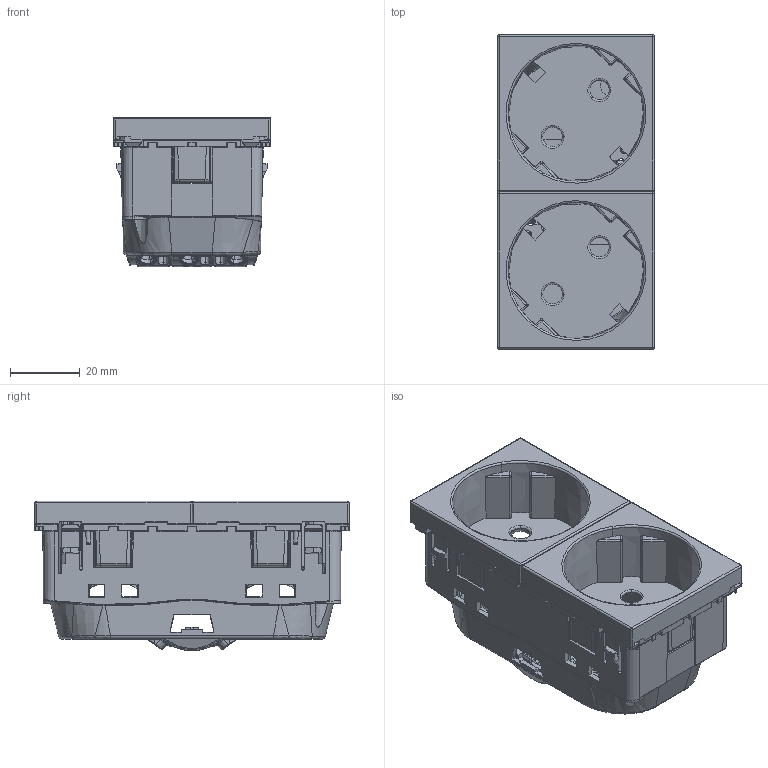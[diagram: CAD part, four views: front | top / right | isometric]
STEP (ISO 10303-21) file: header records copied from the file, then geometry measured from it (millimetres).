
FILE_DESCRIPTION(('CATIA V5 STEP Exchange','CAx-IF Rec.Pracs.--- Model Styling and Organization---1.5--- 2016-08-15','CAx-IF Rec.Pracs.---Supplemental Geometry---1.0---2011-11-01','CAx-IF Rec.Pracs.--- Composite Materials ---1.1---2010-07-15'),'2;1');
FILE_NAME('079372L.stp','2024-10-10T07:19:38+00:00',('none'),('none'),'CATIA Version 5-6 Release 2020 SP3','CATIA V5 STEP AP214 v2','none');
FILE_SCHEMA(('AUTOMOTIVE_DESIGN { 1 0 10303 214 1 1 1 1 }'));
Products named in the file (1): A000439_A _AllCATPart
Bounding box: 45 x 90 x 42.8 mm (x, y, z)
Volume: 26727.5 mm3; surface area: 47442.2 mm2
Topology: 4 solids, 4 shells, 4080 faces, 11527 edges, 7282 vertices
Faces by surface type: plane 1659, bspline 954, cylinder 937, cone 244, torus 182, sphere 94, extrusion 6, revolution 4
Entity records: 179300 total; most frequent: CARTESIAN_POINT 92185, ORIENTED_EDGE 22738, EDGE_CURVE 11369, DIRECTION 10468, VERTEX_POINT 7282, B_SPLINE_CURVE_WITH_KNOTS 5635, VECTOR 4447, LINE 4441
